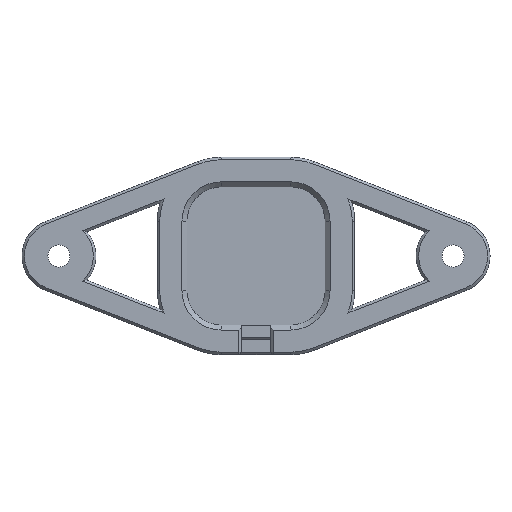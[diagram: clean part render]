
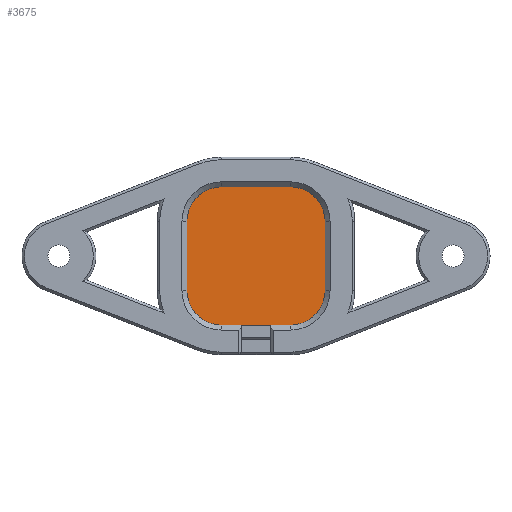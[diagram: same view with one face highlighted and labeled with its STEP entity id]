
A CAD part, top view. The second image highlights one B-rep face of the part: STEP entity #3675.
In plain terms, the highlighted planar face has unit normal (0, 0, 1).
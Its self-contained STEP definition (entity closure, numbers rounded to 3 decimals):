
#176=CIRCLE('',#4008,7.);
#177=CIRCLE('',#4009,7.);
#178=CIRCLE('',#4010,7.);
#179=CIRCLE('',#4011,7.);
#409=FACE_OUTER_BOUND('',#620,.T.);
#620=EDGE_LOOP('',(#3243,#3244,#3245,#3246,#3247,#3248,#3249,#3250));
#1024=LINE('',#6101,#1432);
#1025=LINE('',#6105,#1433);
#1026=LINE('',#6109,#1434);
#1027=LINE('',#6113,#1435);
#1432=VECTOR('',#5009,10.);
#1433=VECTOR('',#5012,10.);
#1434=VECTOR('',#5015,10.);
#1435=VECTOR('',#5018,10.);
#1759=VERTEX_POINT('',#6099);
#1760=VERTEX_POINT('',#6100);
#1761=VERTEX_POINT('',#6102);
#1762=VERTEX_POINT('',#6104);
#1763=VERTEX_POINT('',#6106);
#1764=VERTEX_POINT('',#6108);
#1765=VERTEX_POINT('',#6110);
#1766=VERTEX_POINT('',#6112);
#2272=EDGE_CURVE('',#1759,#1760,#1024,.F.);
#2273=EDGE_CURVE('',#1761,#1759,#176,.F.);
#2274=EDGE_CURVE('',#1762,#1761,#1025,.F.);
#2275=EDGE_CURVE('',#1763,#1762,#177,.F.);
#2276=EDGE_CURVE('',#1764,#1763,#1026,.F.);
#2277=EDGE_CURVE('',#1765,#1764,#178,.F.);
#2278=EDGE_CURVE('',#1766,#1765,#1027,.F.);
#2279=EDGE_CURVE('',#1760,#1766,#179,.F.);
#3243=ORIENTED_EDGE('',*,*,#2272,.F.);
#3244=ORIENTED_EDGE('',*,*,#2273,.F.);
#3245=ORIENTED_EDGE('',*,*,#2274,.F.);
#3246=ORIENTED_EDGE('',*,*,#2275,.F.);
#3247=ORIENTED_EDGE('',*,*,#2276,.F.);
#3248=ORIENTED_EDGE('',*,*,#2277,.F.);
#3249=ORIENTED_EDGE('',*,*,#2278,.F.);
#3250=ORIENTED_EDGE('',*,*,#2279,.F.);
#3478=PLANE('',#4007);
#3675=ADVANCED_FACE('',(#409),#3478,.F.);
#4007=AXIS2_PLACEMENT_3D('',#6098,#5007,#5008);
#4008=AXIS2_PLACEMENT_3D('',#6103,#5010,#5011);
#4009=AXIS2_PLACEMENT_3D('',#6107,#5013,#5014);
#4010=AXIS2_PLACEMENT_3D('',#6111,#5016,#5017);
#4011=AXIS2_PLACEMENT_3D('',#6114,#5019,#5020);
#5007=DIRECTION('center_axis',(0.,0.,
-1.));
#5008=DIRECTION('ref_axis',(-1.,0.,0.));
#5009=DIRECTION('',(0.,1.,0.));
#5010=DIRECTION('center_axis',(0.,0.,
1.));
#5011=DIRECTION('ref_axis',(1.,0.,0.));
#5012=DIRECTION('',(-1.,0.,0.));
#5013=DIRECTION('center_axis',(0.,0.,
1.));
#5014=DIRECTION('ref_axis',(0.,1.,0.));
#5015=DIRECTION('',(0.,-1.,0.));
#5016=DIRECTION('center_axis',(0.,0.,
1.));
#5017=DIRECTION('ref_axis',(-1.,0.,0.));
#5018=DIRECTION('',(1.,0.,0.));
#5019=DIRECTION('center_axis',(0.,0.,
1.));
#5020=DIRECTION('ref_axis',(0.,-1.,0.));
#6098=CARTESIAN_POINT('Origin',(928.625,440.375,-9.85));
#6099=CARTESIAN_POINT('',(942.675,447.425,-9.85));
#6100=CARTESIAN_POINT('',(942.675,433.325,-9.85));
#6101=CARTESIAN_POINT('',(942.675,436.85,-9.85));
#6102=CARTESIAN_POINT('',(935.675,454.425,-9.85));
#6103=CARTESIAN_POINT('Origin',(935.675,447.425,-9.85));
#6104=CARTESIAN_POINT('',(921.575,454.425,-9.85));
#6105=CARTESIAN_POINT('',(932.15,454.425,-9.85));
#6106=CARTESIAN_POINT('',(914.575,447.425,-9.85));
#6107=CARTESIAN_POINT('Origin',(921.575,447.425,-9.85));
#6108=CARTESIAN_POINT('',(914.575,433.325,-9.85));
#6109=CARTESIAN_POINT('',(914.575,443.9,-9.85));
#6110=CARTESIAN_POINT('',(921.575,426.325,-9.85));
#6111=CARTESIAN_POINT('Origin',(921.575,433.325,-9.85));
#6112=CARTESIAN_POINT('',(935.675,426.325,-9.85));
#6113=CARTESIAN_POINT('',(925.1,426.325,-9.85));
#6114=CARTESIAN_POINT('Origin',(935.675,433.325,-9.85));
